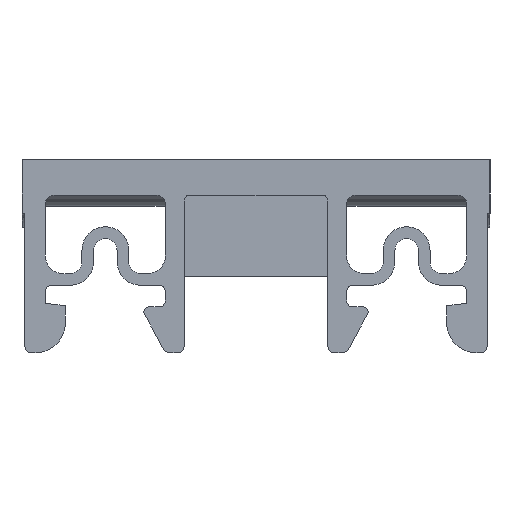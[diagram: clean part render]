
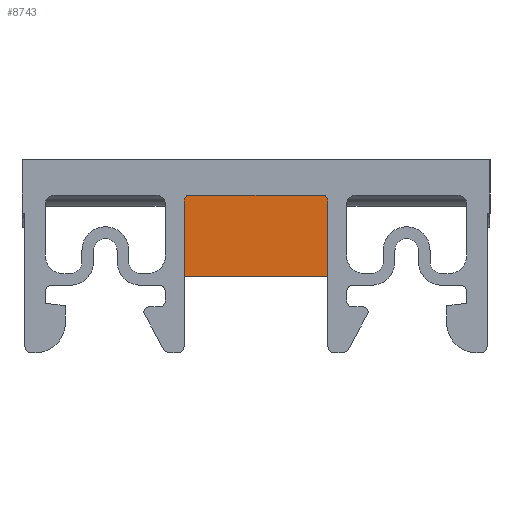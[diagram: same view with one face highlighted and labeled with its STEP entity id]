
A CAD part, left-side view. The second image highlights one B-rep face of the part: STEP entity #8743.
In plain terms, the highlighted planar face has unit normal (-1, 0, 0).
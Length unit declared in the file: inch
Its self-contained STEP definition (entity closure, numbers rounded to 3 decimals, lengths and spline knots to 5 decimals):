
#118 = LINE ( 'NONE', #10149, #4870 ) ;
#164 = EDGE_CURVE ( 'NONE', #2268, #3448, #118, .T. ) ;
#198 = DIRECTION ( 'NONE',  ( 0., 1., 0. ) ) ;
#446 = FACE_OUTER_BOUND ( 'NONE', #9952, .T. ) ;
#1289 = CARTESIAN_POINT ( 'NONE',  ( -0.95866, 0.27559, 0.33858 ) ) ;
#1547 = CARTESIAN_POINT ( 'NONE',  ( -0.95866, 0.27559, 0.3937 ) ) ;
#1710 = EDGE_CURVE ( 'NONE', #3448, #8191, #6744, .T. ) ;
#2150 = DIRECTION ( 'NONE',  ( 0., 0., -1. ) ) ;
#2268 = VERTEX_POINT ( 'NONE', #6845 ) ;
#2717 = VECTOR ( 'NONE', #10125, 39.37008 ) ;
#2763 = LINE ( 'NONE', #3653, #9946 ) ;
#2766 = VERTEX_POINT ( 'NONE', #10855 ) ;
#2789 = CARTESIAN_POINT ( 'NONE',  ( -0.95866, 0.27559, 0. ) ) ;
#2860 = EDGE_CURVE ( 'NONE', #2766, #8191, #2763, .T. ) ;
#3086 = AXIS2_PLACEMENT_3D ( 'NONE', #3767, #3832, #2150 ) ;
#3109 = PLANE ( 'NONE',  #3086 ) ;
#3448 = VERTEX_POINT ( 'NONE', #1289 ) ;
#3653 = CARTESIAN_POINT ( 'NONE',  ( -0.95866, 0.27559, 0. ) ) ;
#3767 = CARTESIAN_POINT ( 'NONE',  ( -0.95866, 0.27559, 0.3937 ) ) ;
#3832 = DIRECTION ( 'NONE',  ( 1., 0., 0. ) ) ;
#3848 = ORIENTED_EDGE ( 'NONE', *, *, #164, .T. ) ;
#4583 = LINE ( 'NONE', #9687, #8593 ) ;
#4633 = DIRECTION ( 'NONE',  ( 0., 0., 1. ) ) ;
#4870 = VECTOR ( 'NONE', #5953, 39.37008 ) ;
#5953 = DIRECTION ( 'NONE',  ( 0., 1., 0. ) ) ;
#6107 = ORIENTED_EDGE ( 'NONE', *, *, #1710, .T. ) ;
#6744 = LINE ( 'NONE', #1547, #2717 ) ;
#6845 = CARTESIAN_POINT ( 'NONE',  ( -0.95866, -0.27559, 0.33858 ) ) ;
#7375 = ORIENTED_EDGE ( 'NONE', *, *, #9638, .T. ) ;
#8191 = VERTEX_POINT ( 'NONE', #2789 ) ;
#8593 = VECTOR ( 'NONE', #4633, 39.37008 ) ;
#8743 = ADVANCED_FACE ( 'NONE', ( #446 ), #3109, .F. ) ;
#8802 = ORIENTED_EDGE ( 'NONE', *, *, #2860, .F. ) ;
#9638 = EDGE_CURVE ( 'NONE', #2766, #2268, #4583, .T. ) ;
#9687 = CARTESIAN_POINT ( 'NONE',  ( -0.95866, -0.27559, 0.3937 ) ) ;
#9946 = VECTOR ( 'NONE', #198, 39.37008 ) ;
#9952 = EDGE_LOOP ( 'NONE', ( #3848, #6107, #8802, #7375 ) ) ;
#10125 = DIRECTION ( 'NONE',  ( 0., 0., -1. ) ) ;
#10149 = CARTESIAN_POINT ( 'NONE',  ( -0.95866, -0.36417, 0.33858 ) ) ;
#10855 = CARTESIAN_POINT ( 'NONE',  ( -0.95866, -0.27559, 0. ) ) ;
